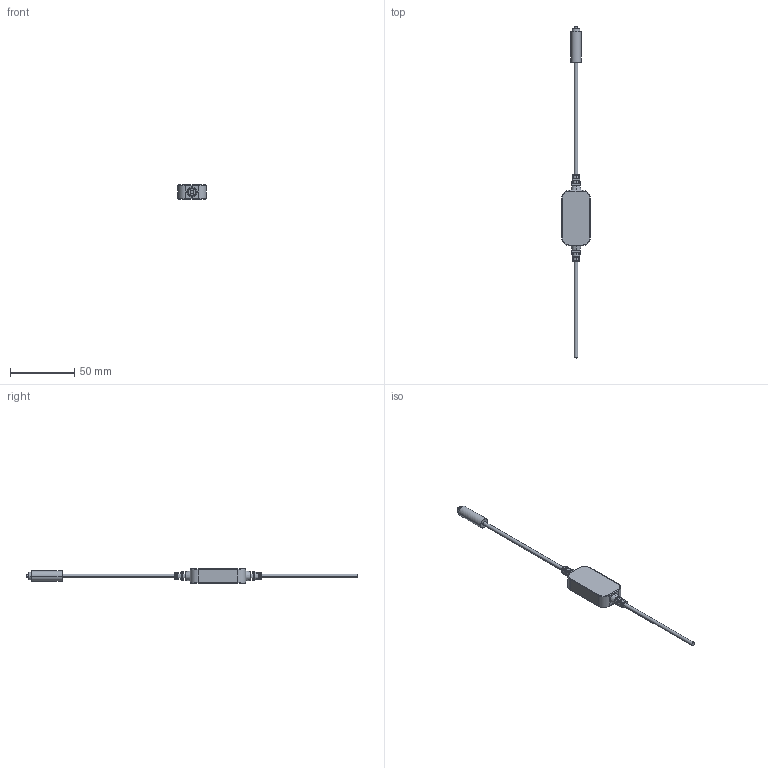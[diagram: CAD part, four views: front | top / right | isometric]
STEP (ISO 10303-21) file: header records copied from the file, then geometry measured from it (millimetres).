
FILE_DESCRIPTION((''),'2;1');
FILE_NAME('MR-D28','2020-12-14T',('Gavin'),(''),'PRO/ENGINEER BY PARAMETRIC TECHNOLOGY CORPORATION, 2009440','PRO/ENGINEER BY PARAMETRIC TECHNOLOGY CORPORATION, 2009440','');
FILE_SCHEMA(('CONFIG_CONTROL_DESIGN'));
Length unit declared in the file: millimetre
Products named in the file (1): MR-D28
Bounding box: 22 x 257.5 x 10.9 mm (x, y, z)
Volume: 13061.7 mm3; surface area: 5975.1 mm2
Topology: 1 solids, 1 shells, 119 faces, 266 edges, 166 vertices
Faces by surface type: plane 63, cylinder 22, torus 18, cone 16
Entity records: 3454 total; most frequent: CARTESIAN_POINT 699, DIRECTION 616, ORIENTED_EDGE 532, EDGE_CURVE 266, AXIS2_PLACEMENT_3D 263, VERTEX_POINT 166, CIRCLE 144, EDGE_LOOP 136
